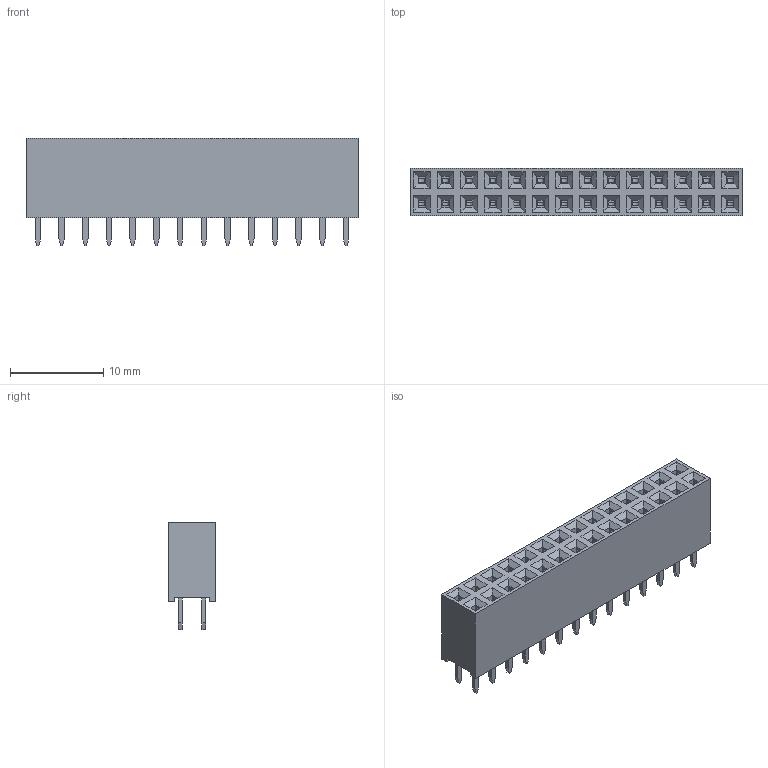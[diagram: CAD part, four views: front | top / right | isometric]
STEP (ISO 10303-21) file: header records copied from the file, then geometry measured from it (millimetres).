
FILE_DESCRIPTION(('STEP AP214'), '1');
FILE_NAME('PBD', '', ('UNSPECIFIED'), ('UNSPECIFIED'), 'ASCON STEP Converter 1.6', 'ASCON Math Kernel', '');
FILE_SCHEMA(('AUTOMOTIVE_DESIGN { 1 0 10303 214 3 1 1}'));
Length unit declared in the file: millimetre
Bounding box: 35.56 x 5.08 x 11.5 mm (x, y, z)
Volume: 1345.5 mm3; surface area: 2304.9 mm2
Topology: 1 solids, 1 shells, 1522 faces, 4168 edges, 2592 vertices
Faces by surface type: plane 1326, cylinder 196
Entity records: 59376 total; most frequent: ORIENTED_EDGE 8336, CARTESIAN_POINT 8283, DIRECTION 7718, EDGE_CURVE 4168, LINE 3664, VECTOR 3664, VERTEX_POINT 2592, AXIS2_PLACEMENT_3D 2027
